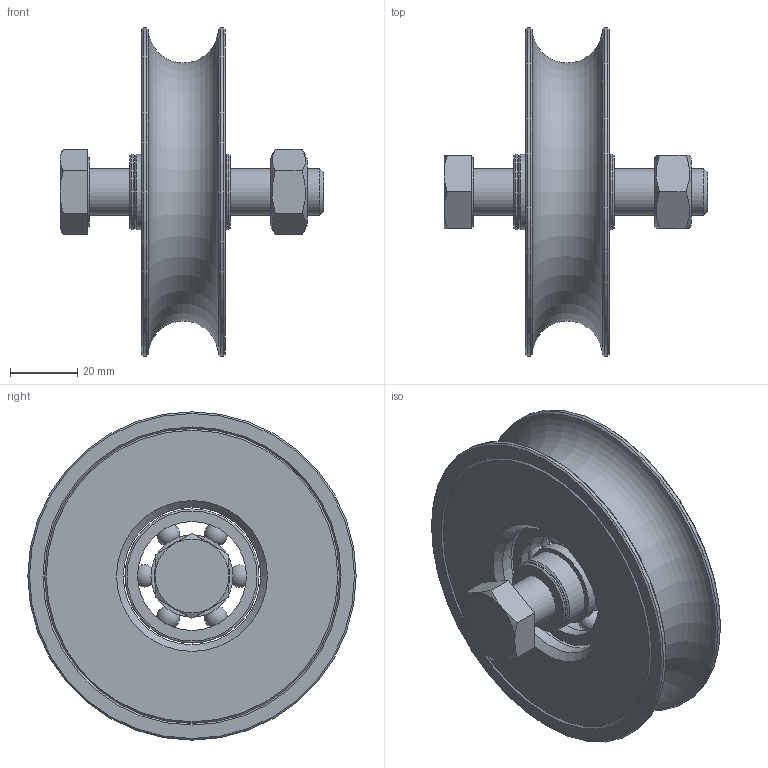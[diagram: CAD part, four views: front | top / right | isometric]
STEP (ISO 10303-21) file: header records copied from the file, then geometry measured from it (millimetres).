
FILE_DESCRIPTION(/* description */ (''),/* implementation_level */ '2;1');
FILE_NAME(/* name */ '20100R21X.stp',/* time_stamp */ '2019-08-05T13:53:30+02:00',/* author */ ('DIDIERR'),/* organization */ (''),/* preprocessor_version */ 'ST-DEVELOPER v17.2',/* originating_system */ 'Autodesk Inventor 2019',/* authorisation */ '');
FILE_SCHEMA (('AUTOMOTIVE_DESIGN { 1 0 10303 214 3 1 1 }'));
Length unit declared in the file: millimetre
Products named in the file (6): 20100R21X; 22686; DIN 625 - T1 6203 - 17 x 40 x 12; 20214; 06022; 04689
Assembly tree (6 placements, depth 2):
  20100R21X
    22686
    DIN 625 - T1 6203 - 17 x 40 x 12
    20214  x2
    06022
    04689
Bounding box: 78.8 x 98 x 98 mm (x, y, z)
Volume: 127696.4 mm3; surface area: 42824.4 mm2
Topology: 13 solids, 13 shells, 108 faces, 267 edges, 181 vertices
Faces by surface type: plane 34, cone 28, cylinder 23, torus 17, sphere 6
Full cylindrical faces by diameter (mm): 11.835 x1, 14 x1, 14.5 x2, 17 x3, 20.5 x1, 22.5 x4, 24.498 x2, 32.502 x2, 40 x1, 41 x1, 47 x1, 47.4 x1, 52 x1, 98 x2
Entity records: 3317 total; most frequent: DIRECTION 594, CARTESIAN_POINT 583, ORIENTED_EDGE 480, AXIS2_PLACEMENT_3D 270, EDGE_CURVE 240, VERTEX_POINT 187, CIRCLE 162, EDGE_LOOP 125
